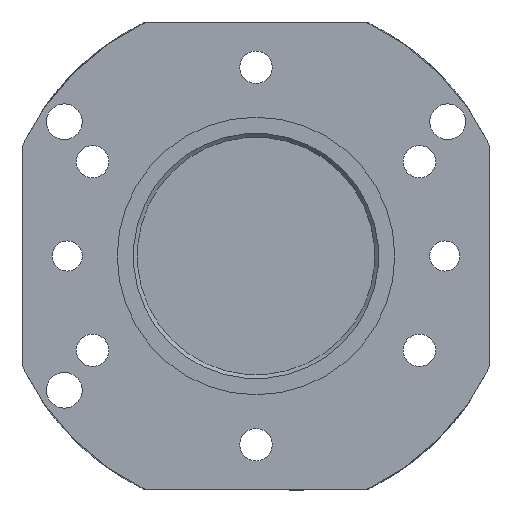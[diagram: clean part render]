
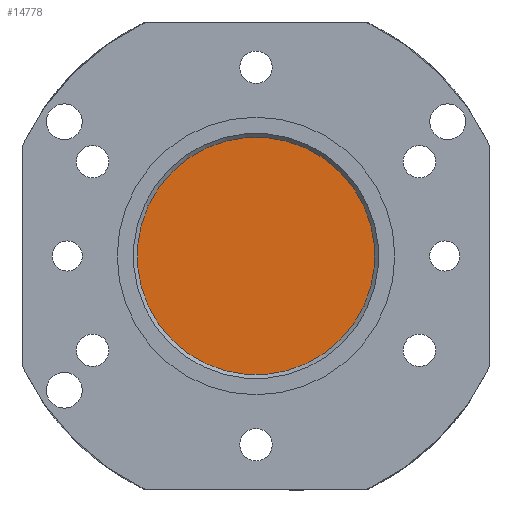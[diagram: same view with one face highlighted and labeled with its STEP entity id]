
A CAD part, front view. The second image highlights one B-rep face of the part: STEP entity #14778.
In plain terms, the highlighted planar face has unit normal (0, -1, 0).
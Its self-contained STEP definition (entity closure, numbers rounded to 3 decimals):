
#1197 = DIRECTION ( 'NONE',  ( 0., -1., 0. ) ) ;
#2261 = EDGE_LOOP ( 'NONE', ( #5534, #19311 ) ) ;
#5413 = AXIS2_PLACEMENT_3D ( 'NONE', #14415, #1197, #16584 ) ;
#5534 = ORIENTED_EDGE ( 'NONE', *, *, #12175, .T. ) ;
#6076 = CIRCLE ( 'NONE', #10435, 31.5 ) ;
#7555 = CARTESIAN_POINT ( 'NONE',  ( 0., -18.15, 0. ) ) ;
#8446 = DIRECTION ( 'NONE',  ( 0., -1., 0. ) ) ;
#8981 = EDGE_CURVE ( 'NONE', #12598, #9640, #20070, .T. ) ;
#9640 = VERTEX_POINT ( 'NONE', #10404 ) ;
#9761 = DIRECTION ( 'NONE',  ( 0.906, 0., -0.423 ) ) ;
#10404 = CARTESIAN_POINT ( 'NONE',  ( 28.549, -18.15, -13.312 ) ) ;
#10435 = AXIS2_PLACEMENT_3D ( 'NONE', #7555, #22903, #9761 ) ;
#12175 = EDGE_CURVE ( 'NONE', #9640, #12598, #6076, .T. ) ;
#12598 = VERTEX_POINT ( 'NONE', #27100 ) ;
#12692 = CARTESIAN_POINT ( 'NONE',  ( 0., -18.15, 0. ) ) ;
#14415 = CARTESIAN_POINT ( 'NONE',  ( 0., -18.15, 0. ) ) ;
#14778 = ADVANCED_FACE ( 'NONE', ( #17319 ), #21602, .T. ) ;
#16584 = DIRECTION ( 'NONE',  ( 0.906, 0., -0.423 ) ) ;
#17319 = FACE_OUTER_BOUND ( 'NONE', #2261, .T. ) ;
#19311 = ORIENTED_EDGE ( 'NONE', *, *, #8981, .T. ) ;
#20070 = CIRCLE ( 'NONE', #5413, 31.5 ) ;
#21602 = PLANE ( 'NONE',  #24753 ) ;
#22903 = DIRECTION ( 'NONE',  ( 0., -1., 0. ) ) ;
#23762 = DIRECTION ( 'NONE',  ( 0.906, 0., -0.423 ) ) ;
#24753 = AXIS2_PLACEMENT_3D ( 'NONE', #12692, #8446, #23762 ) ;
#27100 = CARTESIAN_POINT ( 'NONE',  ( -28.549, -18.15, 13.312 ) ) ;
